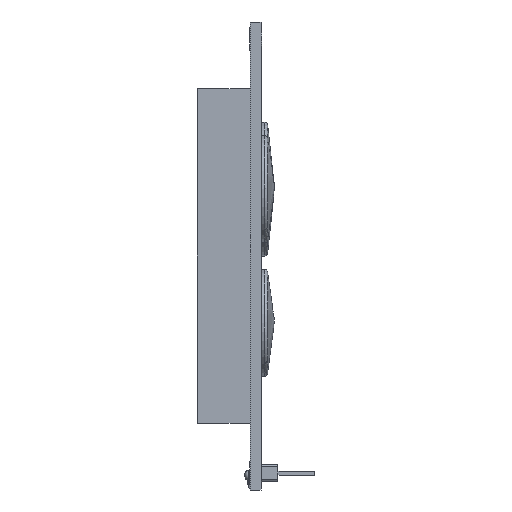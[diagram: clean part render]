
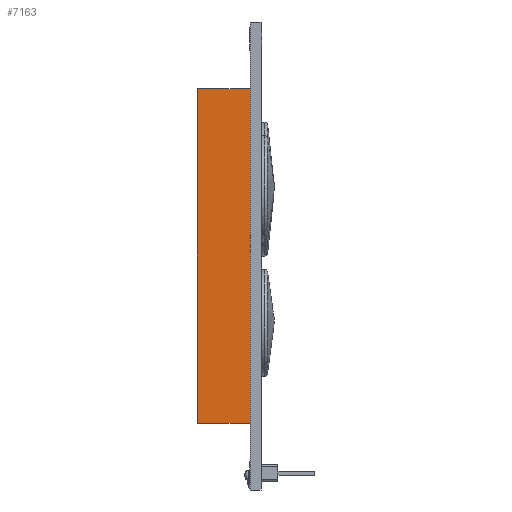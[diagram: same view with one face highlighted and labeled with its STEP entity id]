
A CAD part, left-side view. The second image highlights one B-rep face of the part: STEP entity #7163.
In plain terms, the highlighted planar face has unit normal (-1, 0, 0).
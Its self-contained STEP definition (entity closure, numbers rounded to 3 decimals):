
#1513 = DIRECTION ( 'NONE',  ( 0., 0., 1. ) ) ;
#2050 = CARTESIAN_POINT ( 'NONE',  ( -27.779, 9.5, 25. ) ) ;
#2152 = VERTEX_POINT ( 'NONE', #6921 ) ;
#2529 = VERTEX_POINT ( 'NONE', #13427 ) ;
#2864 = PLANE ( 'NONE',  #4661 ) ;
#3053 = VECTOR ( 'NONE', #11424, 1000. ) ;
#3212 = LINE ( 'NONE', #2050, #12916 ) ;
#3374 = CARTESIAN_POINT ( 'NONE',  ( -27.779, 9.5, -25. ) ) ;
#4351 = EDGE_LOOP ( 'NONE', ( #13078, #12929, #13862, #13376 ) ) ;
#4661 = AXIS2_PLACEMENT_3D ( 'NONE', #14449, #11135, #19284 ) ;
#4910 = CARTESIAN_POINT ( 'NONE',  ( -27.779, 9.5, -25. ) ) ;
#6015 = VECTOR ( 'NONE', #1513, 1000. ) ;
#6149 = VERTEX_POINT ( 'NONE', #18082 ) ;
#6921 = CARTESIAN_POINT ( 'NONE',  ( -27.779, 1.6, -25. ) ) ;
#7163 = ADVANCED_FACE ( 'NONE', ( #19183 ), #2864, .F. ) ;
#9630 = DIRECTION ( 'NONE',  ( 0., 0., 1. ) ) ;
#9818 = LINE ( 'NONE', #3374, #3053 ) ;
#11135 = DIRECTION ( 'NONE',  ( 1., 0., 0. ) ) ;
#11424 = DIRECTION ( 'NONE',  ( 0., -1., 0. ) ) ;
#11570 = EDGE_CURVE ( 'NONE', #6149, #11574, #3212, .T. ) ;
#11574 = VERTEX_POINT ( 'NONE', #11802 ) ;
#11802 = CARTESIAN_POINT ( 'NONE',  ( -27.779, 1.6, 25. ) ) ;
#12179 = VECTOR ( 'NONE', #9630, 1000. ) ;
#12874 = LINE ( 'NONE', #16200, #6015 ) ;
#12916 = VECTOR ( 'NONE', #15027, 1000. ) ;
#12929 = ORIENTED_EDGE ( 'NONE', *, *, #11570, .F. ) ;
#13078 = ORIENTED_EDGE ( 'NONE', *, *, #21118, .T. ) ;
#13162 = LINE ( 'NONE', #4910, #12179 ) ;
#13376 = ORIENTED_EDGE ( 'NONE', *, *, #15466, .T. ) ;
#13427 = CARTESIAN_POINT ( 'NONE',  ( -27.779, 9.5, -25. ) ) ;
#13862 = ORIENTED_EDGE ( 'NONE', *, *, #18663, .F. ) ;
#14449 = CARTESIAN_POINT ( 'NONE',  ( -27.779, 9.5, -25. ) ) ;
#15027 = DIRECTION ( 'NONE',  ( 0., -1., 0. ) ) ;
#15466 = EDGE_CURVE ( 'NONE', #2529, #2152, #9818, .T. ) ;
#16200 = CARTESIAN_POINT ( 'NONE',  ( -27.779, 1.6, -25. ) ) ;
#18082 = CARTESIAN_POINT ( 'NONE',  ( -27.779, 9.5, 25. ) ) ;
#18663 = EDGE_CURVE ( 'NONE', #2529, #6149, #13162, .T. ) ;
#19183 = FACE_OUTER_BOUND ( 'NONE', #4351, .T. ) ;
#19284 = DIRECTION ( 'NONE',  ( 0., 0., -1. ) ) ;
#21118 = EDGE_CURVE ( 'NONE', #2152, #11574, #12874, .T. ) ;
